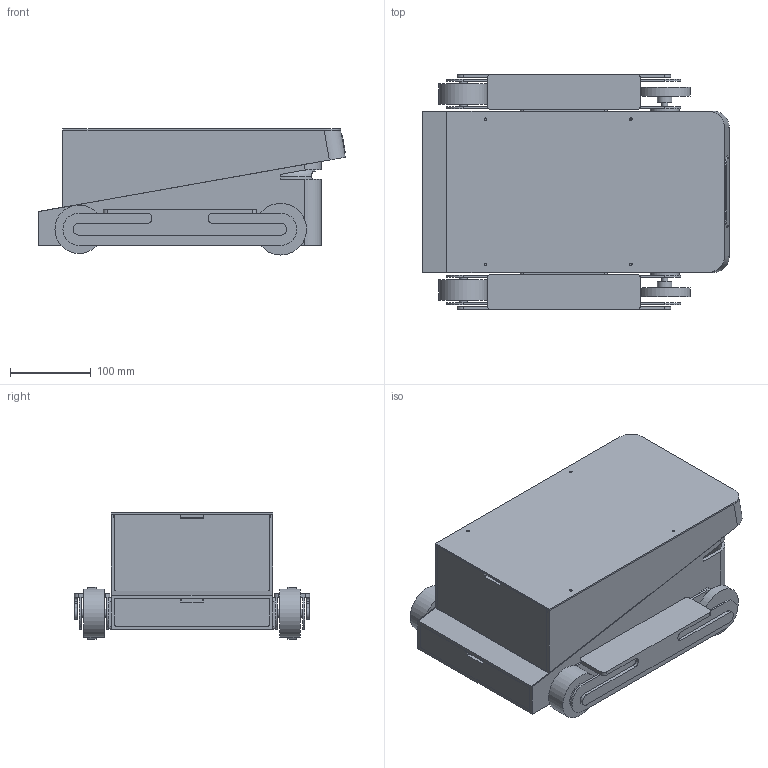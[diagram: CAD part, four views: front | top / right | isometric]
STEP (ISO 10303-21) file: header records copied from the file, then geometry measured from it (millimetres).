
FILE_DESCRIPTION(/* description */ (''),/* implementation_level */ '2;1');
FILE_NAME(/* name */ 'robotic(car).step',/* time_stamp */ '2021-09-26T09:09:36+08:00',/* author */ (''),/* organization */ (''),/* preprocessor_version */ 'ST-DEVELOPER v18.1',/* originating_system */ 'Autodesk Translation Framework v10.10.0.1391',/* authorisation */ '');
FILE_SCHEMA (('AUTOMOTIVE_DESIGN { 1 0 10303 214 3 1 1 }'));
Length unit declared in the file: millimetre
Products named in the file (27): test; 从动轮轴3d; 动力内侧板txw; 电机; 主动轮; 动力外侧板txw; 下中心框3d; 动力盖3d; 上中心框; 雷达; 动力盖(镜像); 深度摄像头 (1); 轴套3d; 连接板lb; 连接板lb(镜像); 上盖连接板lb; 上盖ykl; 上盖连接板lb(镜像) (1); 从动轮轴3d(镜像); 动力内侧板txw(镜像); 电机(镜像); 主动轮(镜像); 动力外侧板txw(镜像); 轴套3d(镜像); 动力盖3d(镜像); 上后盖3d; 下后盖3d
Assembly tree (29 placements, depth 3):
  test
    从动轮轴3d
    动力内侧板txw
    电机
    主动轮
    动力外侧板txw
    下中心框3d
      上中心框
    动力盖3d
    上中心框
    雷达
    动力盖(镜像)
    深度摄像头 (1)
    轴套3d
    连接板lb
    连接板lb(镜像)
    上盖连接板lb  x2
    上盖ykl
    上盖连接板lb(镜像) (1)  x2
    从动轮轴3d(镜像)
    动力内侧板txw(镜像)
    电机(镜像)
    主动轮(镜像)
    动力外侧板txw(镜像)
    轴套3d(镜像)
    动力盖3d(镜像)
    上后盖3d
    下后盖3d
Bounding box: 380 x 292 x 156.31 mm (x, y, z)
Volume: 1987354.8 mm3; surface area: 950559.7 mm2
Topology: 31 solids, 31 shells, 698 faces, 1775 edges, 1168 vertices
Faces by surface type: cylinder 343, plane 328, bspline 16, cone 8, torus 3
Full cylindrical faces by diameter (mm): 2.5 x52, 2.529 x6, 3 x10, 3.1 x8, 3.2 x30, 3.5 x34, 6 x8, 8 x10, 8.1 x2, 8.5 x12, 10 x6, 16 x4, 18 x2, 22 x2, 36 x6, 60 x2, 64 x2, 76 x1
Entity records: 21862 total; most frequent: CARTESIAN_POINT 3853, DIRECTION 3731, ORIENTED_EDGE 3346, EDGE_CURVE 1673, AXIS2_PLACEMENT_3D 1372, VERTEX_POINT 1104, LINE 987, VECTOR 987
